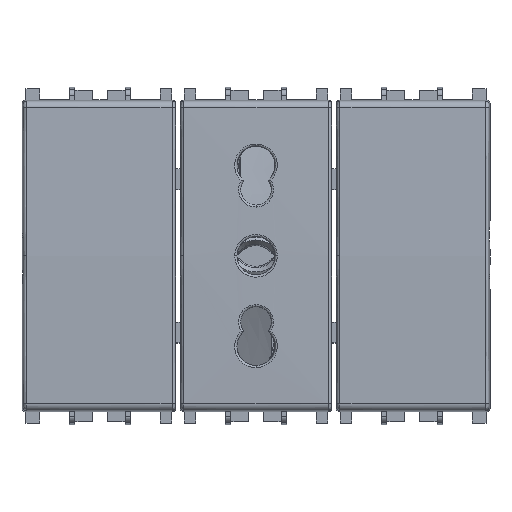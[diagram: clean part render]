
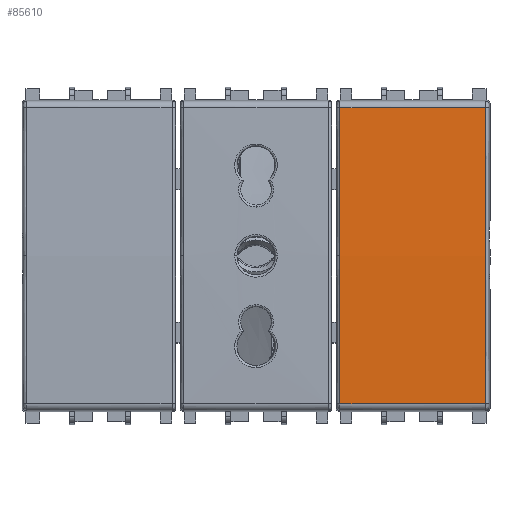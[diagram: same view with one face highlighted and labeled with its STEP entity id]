
A CAD part, top view. The second image highlights one B-rep face of the part: STEP entity #85610.
In plain terms, the highlighted cylindrical face has radius 627.4 mm (diameter 1254.8 mm), a partial arc.
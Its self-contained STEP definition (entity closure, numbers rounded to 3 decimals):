
#1110 = CARTESIAN_POINT ( 'NONE',  ( 45.808, -21.265, 10.14 ) ) ;
#1669 = CARTESIAN_POINT ( 'NONE',  ( 66.673, -21.265, 10.14 ) ) ;
#8466 = CARTESIAN_POINT ( 'NONE',  ( 66.665, -7.094, 10.62 ) ) ;
#9356 = CARTESIAN_POINT ( 'NONE',  ( 66.673, -21.265, 10.14 ) ) ;
#11021 = DIRECTION ( 'NONE',  ( 1., 0., 0. ) ) ;
#13425 = VERTEX_POINT ( 'NONE', #65809 ) ;
#15108 = CARTESIAN_POINT ( 'NONE',  ( 45.81, -7.09, 10.5 ) ) ;
#16952 = VERTEX_POINT ( 'NONE', #1669 ) ;
#17258 = VERTEX_POINT ( 'NONE', #1110 ) ;
#19145 = EDGE_CURVE ( 'NONE', #16952, #51158, #20976, .T. ) ;
#20575 = CARTESIAN_POINT ( 'NONE',  ( 45.808, -21.265, 10.14 ) ) ;
#20976 = B_SPLINE_CURVE_WITH_KNOTS ( 'NONE', 3,
 ( #9356, #8466, #84075, #64939 ),
 .UNSPECIFIED., .F., .F.,
 ( 4, 4 ),
 ( 0., 1. ),
 .UNSPECIFIED. ) ;
#23415 = AXIS2_PLACEMENT_3D ( 'NONE', #45233, #11021, #24235 ) ;
#24235 = DIRECTION ( 'NONE',  ( 0., 0., -1. ) ) ;
#24330 = B_SPLINE_CURVE_WITH_KNOTS ( 'NONE', 3,
 ( #89882, #28820, #34753, #69845 ),
 .UNSPECIFIED., .F., .F.,
 ( 4, 4 ),
 ( 0., 1. ),
 .UNSPECIFIED. ) ;
#27460 = VECTOR ( 'NONE', #77371, 1000. ) ;
#28553 = ORIENTED_EDGE ( 'NONE', *, *, #50563, .T. ) ;
#28820 = CARTESIAN_POINT ( 'NONE',  ( 45.809, 14.18, 10.38 ) ) ;
#31257 = ORIENTED_EDGE ( 'NONE', *, *, #79438, .T. ) ;
#33860 = CARTESIAN_POINT ( 'NONE',  ( -27.6, -21.265, 10.14 ) ) ;
#34751 = DIRECTION ( 'NONE',  ( 1., 0., 0. ) ) ;
#34753 = CARTESIAN_POINT ( 'NONE',  ( 45.81, 7.09, 10.5 ) ) ;
#35578 = CARTESIAN_POINT ( 'NONE',  ( 66.673, 21.265, 10.14 ) ) ;
#38781 = B_SPLINE_CURVE_WITH_KNOTS ( 'NONE', 3,
 ( #49309, #15108, #56126, #20575 ),
 .UNSPECIFIED., .F., .F.,
 ( 4, 4 ),
 ( 0., 1. ),
 .UNSPECIFIED. ) ;
#40710 = LINE ( 'NONE', #33860, #85434 ) ;
#44397 = EDGE_CURVE ( 'NONE', #17258, #16952, #40710, .T. ) ;
#45233 = CARTESIAN_POINT ( 'NONE',  ( -27.6, 0., -616.9 ) ) ;
#48009 = CARTESIAN_POINT ( 'NONE',  ( 45.808, 21.265, 10.14 ) ) ;
#49285 = EDGE_LOOP ( 'NONE', ( #66051, #69793, #31257, #28553, #86372 ) ) ;
#49309 = CARTESIAN_POINT ( 'NONE',  ( 45.811, 0., 10.5 ) ) ;
#50563 = EDGE_CURVE ( 'NONE', #50866, #13425, #24330, .T. ) ;
#50866 = VERTEX_POINT ( 'NONE', #48009 ) ;
#51158 = VERTEX_POINT ( 'NONE', #35578 ) ;
#56126 = CARTESIAN_POINT ( 'NONE',  ( 45.809, -14.18, 10.38 ) ) ;
#56851 = LINE ( 'NONE', #84156, #27460 ) ;
#57989 = CYLINDRICAL_SURFACE ( 'NONE', #23415, 627.4 ) ;
#64939 = CARTESIAN_POINT ( 'NONE',  ( 66.673, 21.265, 10.14 ) ) ;
#65809 = CARTESIAN_POINT ( 'NONE',  ( 45.811, 0., 10.5 ) ) ;
#66051 = ORIENTED_EDGE ( 'NONE', *, *, #44397, .T. ) ;
#69793 = ORIENTED_EDGE ( 'NONE', *, *, #19145, .T. ) ;
#69845 = CARTESIAN_POINT ( 'NONE',  ( 45.811, 0., 10.5 ) ) ;
#71041 = EDGE_CURVE ( 'NONE', #13425, #17258, #38781, .T. ) ;
#77371 = DIRECTION ( 'NONE',  ( -1., 0., 0. ) ) ;
#79438 = EDGE_CURVE ( 'NONE', #51158, #50866, #56851, .T. ) ;
#80271 = FACE_OUTER_BOUND ( 'NONE', #49285, .T. ) ;
#84075 = CARTESIAN_POINT ( 'NONE',  ( 66.665, 7.094, 10.62 ) ) ;
#84156 = CARTESIAN_POINT ( 'NONE',  ( -27.6, 21.265, 10.14 ) ) ;
#85434 = VECTOR ( 'NONE', #34751, 1000. ) ;
#85610 = ADVANCED_FACE ( 'NONE', ( #80271 ), #57989, .T. ) ;
#86372 = ORIENTED_EDGE ( 'NONE', *, *, #71041, .T. ) ;
#89882 = CARTESIAN_POINT ( 'NONE',  ( 45.808, 21.265, 10.14 ) ) ;
